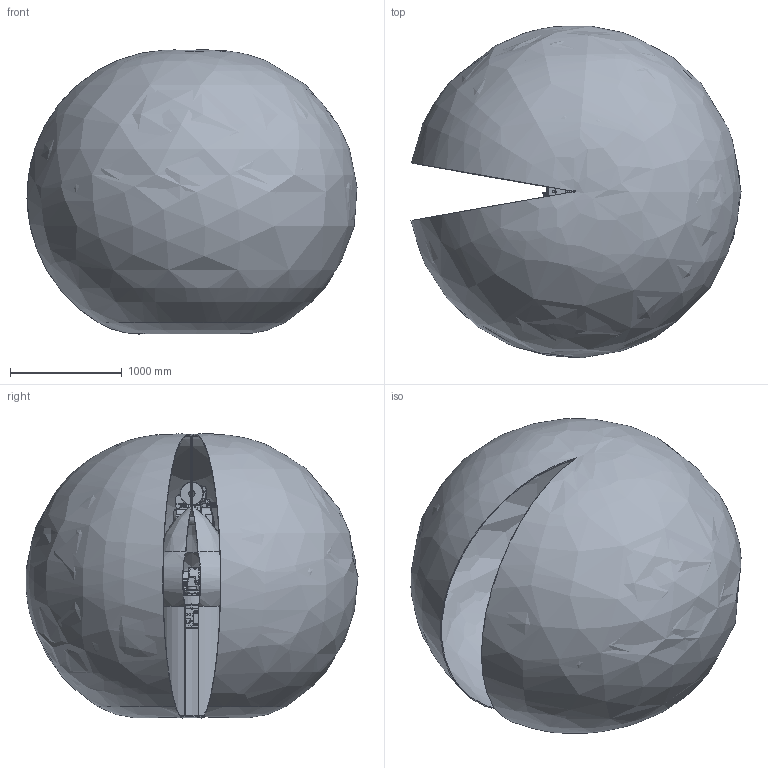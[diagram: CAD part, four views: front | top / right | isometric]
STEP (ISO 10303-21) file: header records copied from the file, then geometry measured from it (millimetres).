
FILE_DESCRIPTION (( 'STEP AP214' ), '1' );
FILE_NAME ('ARC12-1400 机器人数模 V1.2.STEP', '2025-12-19T09:22:45', ( '' ), ( '' ), 'SwSTEP 2.0', 'SolidWorks 2016', '' );
FILE_SCHEMA (( 'AUTOMOTIVE_DESIGN' ));
Length unit declared in the file: millimetre
Products named in the file (9): 运动范围图^ARC12-1400 机器人数模-2016 V1.2; 转座^ARC12-1400 机器人数模-2016 V1.2; 小臂^ARC12-1400 机器人数模-2016 V1.2; 大臂^ARC12-1400 机器人数模-2016 V1.2; ARC12-1400 机器人数模 V1.2; 手腕^ARC12-1400 机器人数模-2016 V1.2; 法兰^ARC12-1400 机器人数模-2016 V1.2; 电机座^ARC12-1400 机器人数模-2016 V1.2; 底座^ARC12-1400 机器人数模-2016 V1.2
Assembly tree (8 placements, depth 2):
  ARC12-1400 机器人数模 V1.2
    底座^ARC12-1400 机器人数模-2016 V1.2
    运动范围图^ARC12-1400 机器人数模-2016 V1.2
    转座^ARC12-1400 机器人数模-2016 V1.2
    大臂^ARC12-1400 机器人数模-2016 V1.2
    电机座^ARC12-1400 机器人数模-2016 V1.2
    小臂^ARC12-1400 机器人数模-2016 V1.2
    手腕^ARC12-1400 机器人数模-2016 V1.2
    法兰^ARC12-1400 机器人数模-2016 V1.2
Bounding box: 2953.86 x 2971.51 x 2542.4 mm (x, y, z)
Volume: 360623313 mm3; surface area: 60663857.6 mm2
Topology: 7 solids, 31 shells, 5244 faces, 13617 edges, 8612 vertices
Faces by surface type: plane 1764, cylinder 1598, bspline 1162, torus 440, cone 199, sphere 81
Full cylindrical faces by diameter (mm): 3.3 x28, 3.7 x4, 4 x4, 4.2 x22, 4.5 x22, 4.8 x4, 5 x41, 5.1 x4, 5.3 x4, 5.5 x6, 6 x19, 6.6 x5, 6.8 x16, 7 x33, 8 x23, 8.3 x1, 8.5 x7, 8.8 x4, 9 x6, 10 x25, 10.2 x8, 10.4 x2, 10.6 x2, 11 x9, 12 x3, 13 x25, 14 x7, 16 x5, 17 x2, 18 x6
Entity records: 347756 total; most frequent: CARTESIAN_POINT 234443, ORIENTED_EDGE 24988, DIRECTION 20199, EDGE_CURVE 12496, VERTEX_POINT 8313, AXIS2_PLACEMENT_3D 7834, EDGE_LOOP 6385, FACE_OUTER_BOUND 5838
